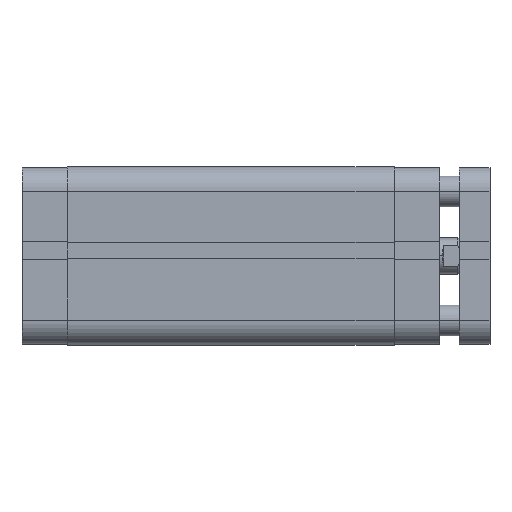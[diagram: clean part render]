
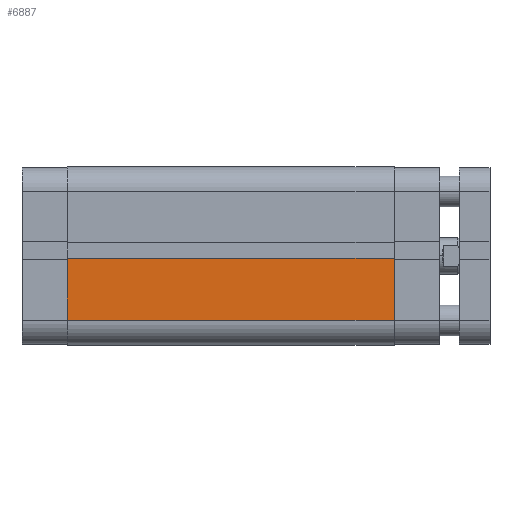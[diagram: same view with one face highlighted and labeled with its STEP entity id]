
A CAD part, top view. The second image highlights one B-rep face of the part: STEP entity #6887.
In plain terms, the highlighted face is planar.
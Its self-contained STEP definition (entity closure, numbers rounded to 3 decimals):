
#517 = VERTEX_POINT ( 'NONE', #1642 ) ;
#589 = VERTEX_POINT ( 'NONE', #1714 ) ;
#619 = VERTEX_POINT ( 'NONE', #1744 ) ;
#622 = VERTEX_POINT ( 'NONE', #1747 ) ;
#1036 = EDGE_CURVE ( 'NONE', #622, #517, #8082, .T. ) ;
#1040 = EDGE_CURVE ( 'NONE', #517, #619, #8079, .T. ) ;
#1043 = EDGE_CURVE ( 'NONE', #622, #589, #8089, .T. ) ;
#1044 = EDGE_CURVE ( 'NONE', #589, #619, #8085, .T. ) ;
#1642 = CARTESIAN_POINT ( 'NONE',  ( 29., 0.85, 106.5 ) ) ;
#1714 = CARTESIAN_POINT ( 'NONE',  ( 29., 21., 0. ) ) ;
#1744 = CARTESIAN_POINT ( 'NONE',  ( 29., 0.85, 0. ) ) ;
#1747 = CARTESIAN_POINT ( 'NONE',  ( 29., 21., 106.5 ) ) ;
#2613 = CARTESIAN_POINT ( 'NONE',  ( 29., 21., 106.5 ) ) ;
#2614 = CARTESIAN_POINT ( 'NONE',  ( 29., -63.941, 106.5 ) ) ;
#2615 = DIRECTION ( 'NONE',  ( 0., -1., 0. ) ) ;
#2622 = CARTESIAN_POINT ( 'NONE',  ( 29., 0.85, 106.5 ) ) ;
#2623 = DIRECTION ( 'NONE',  ( 0., 0., -1. ) ) ;
#2628 = CARTESIAN_POINT ( 'NONE',  ( 29., -63.941, 0. ) ) ;
#2630 = DIRECTION ( 'NONE',  ( 0., 0., -1. ) ) ;
#2632 = DIRECTION ( 'NONE',  ( 0., -1., 0. ) ) ;
#2834 = AXIS2_PLACEMENT_3D ( 'NONE', #4086, #4092, #4093 ) ;
#4083 = PLANE ( 'NONE',  #2834 ) ;
#4086 = CARTESIAN_POINT ( 'NONE',  ( 29., -63.941, 106.5 ) ) ;
#4092 = DIRECTION ( 'NONE',  ( 1., 0., 0. ) ) ;
#4093 = DIRECTION ( 'NONE',  ( 0., 1., 0. ) ) ;
#4830 = FACE_OUTER_BOUND ( 'NONE', #7345, .T. ) ;
#6806 = ORIENTED_EDGE ( 'NONE', *, *, #1040, .T. ) ;
#6807 = ORIENTED_EDGE ( 'NONE', *, *, #1036, .T. ) ;
#6808 = ORIENTED_EDGE ( 'NONE', *, *, #1043, .F. ) ;
#6809 = ORIENTED_EDGE ( 'NONE', *, *, #1044, .F. ) ;
#6887 = ADVANCED_FACE ( 'NONE', ( #4830 ), #4083, .T. ) ;
#7345 = EDGE_LOOP ( 'NONE', ( #6809, #6808, #6807, #6806 ) ) ;
#8073 = VECTOR ( 'NONE', #2623, 1000. ) ;
#8079 = LINE ( 'NONE', #2622, #8073 ) ;
#8082 = LINE ( 'NONE', #2614, #8083 ) ;
#8083 = VECTOR ( 'NONE', #2615, 1000. ) ;
#8085 = LINE ( 'NONE', #2628, #8097 ) ;
#8089 = LINE ( 'NONE', #2613, #8095 ) ;
#8095 = VECTOR ( 'NONE', #2630, 1000. ) ;
#8097 = VECTOR ( 'NONE', #2632, 1000. ) ;
